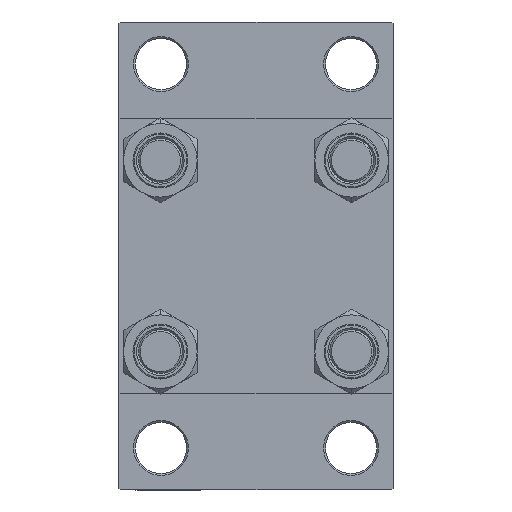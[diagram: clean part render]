
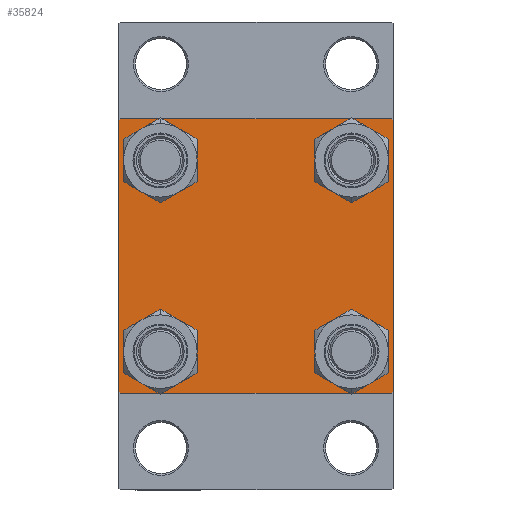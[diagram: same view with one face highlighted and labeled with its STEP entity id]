
A CAD part, left-side view. The second image highlights one B-rep face of the part: STEP entity #35824.
In plain terms, the highlighted planar face has unit normal (-1, 0, 0).
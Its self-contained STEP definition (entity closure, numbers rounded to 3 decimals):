
#125 = FACE_BOUND ( 'NONE', #7717, .T. ) ;
#362 = DIRECTION ( 'NONE',  ( -1., 0., 0. ) ) ;
#595 = CIRCLE ( 'NONE', #1335, 6.5 ) ;
#736 = VERTEX_POINT ( 'NONE', #39793 ) ;
#1137 = ORIENTED_EDGE ( 'NONE', *, *, #30012, .T. ) ;
#1335 = AXIS2_PLACEMENT_3D ( 'NONE', #27484, #17464, #42058 ) ;
#1764 = ORIENTED_EDGE ( 'NONE', *, *, #33062, .T. ) ;
#1800 = CARTESIAN_POINT ( 'NONE',  ( 0., -26.15, 26.15 ) ) ;
#2175 = AXIS2_PLACEMENT_3D ( 'NONE', #41557, #8847, #29639 ) ;
#2876 = DIRECTION ( 'NONE',  ( 0., 0., 1. ) ) ;
#3033 = VERTEX_POINT ( 'NONE', #26890 ) ;
#3051 = CARTESIAN_POINT ( 'NONE',  ( 0., -37.25, 37.25 ) ) ;
#3429 = CARTESIAN_POINT ( 'NONE',  ( 0., 26.15, -32.65 ) ) ;
#3469 = DIRECTION ( 'NONE',  ( 0., 0., 1. ) ) ;
#3689 = DIRECTION ( 'NONE',  ( 0., 0., -1. ) ) ;
#4080 = CARTESIAN_POINT ( 'NONE',  ( 0., 37.5, 37. ) ) ;
#4626 = EDGE_LOOP ( 'NONE', ( #18407, #24376 ) ) ;
#4922 = CARTESIAN_POINT ( 'NONE',  ( 0., 37.5, -37.5 ) ) ;
#5422 = VECTOR ( 'NONE', #17619, 1000. ) ;
#6415 = CARTESIAN_POINT ( 'NONE',  ( 0., 37.25, 37.25 ) ) ;
#6577 = VECTOR ( 'NONE', #45921, 1000. ) ;
#6622 = LINE ( 'NONE', #3051, #5422 ) ;
#7019 = ORIENTED_EDGE ( 'NONE', *, *, #47243, .T. ) ;
#7020 = CARTESIAN_POINT ( 'NONE',  ( 0., -26.15, -32.65 ) ) ;
#7042 = FACE_OUTER_BOUND ( 'NONE', #42463, .T. ) ;
#7717 = EDGE_LOOP ( 'NONE', ( #1137, #13410 ) ) ;
#7755 = FACE_BOUND ( 'NONE', #4626, .T. ) ;
#8062 = EDGE_CURVE ( 'NONE', #10504, #736, #39106, .T. ) ;
#8847 = DIRECTION ( 'NONE',  ( 1., 0., 0. ) ) ;
#8916 = EDGE_CURVE ( 'NONE', #36637, #3033, #39762, .T. ) ;
#8969 = DIRECTION ( 'NONE',  ( 1., 0., 0. ) ) ;
#9297 = ORIENTED_EDGE ( 'NONE', *, *, #8062, .T. ) ;
#9687 = DIRECTION ( 'NONE',  ( 0., 0., 1. ) ) ;
#10504 = VERTEX_POINT ( 'NONE', #12401 ) ;
#10829 = DIRECTION ( 'NONE',  ( 1., 0., 0. ) ) ;
#10841 = CARTESIAN_POINT ( 'NONE',  ( 0., 37.5, 37.5 ) ) ;
#10868 = DIRECTION ( 'NONE',  ( 0., -0.707, -0.707 ) ) ;
#11338 = FACE_BOUND ( 'NONE', #35276, .T. ) ;
#11614 = AXIS2_PLACEMENT_3D ( 'NONE', #24234, #38796, #29478 ) ;
#11746 = EDGE_CURVE ( 'NONE', #13840, #29929, #31347, .T. ) ;
#12401 = CARTESIAN_POINT ( 'NONE',  ( 0., 26.15, 19.65 ) ) ;
#12472 = CARTESIAN_POINT ( 'NONE',  ( 0., -37.25, -37.25 ) ) ;
#13410 = ORIENTED_EDGE ( 'NONE', *, *, #39688, .T. ) ;
#13840 = VERTEX_POINT ( 'NONE', #46933 ) ;
#14188 = AXIS2_PLACEMENT_3D ( 'NONE', #1800, #8969, #38315 ) ;
#14220 = AXIS2_PLACEMENT_3D ( 'NONE', #35567, #20769, #2876 ) ;
#14321 = EDGE_CURVE ( 'NONE', #736, #10504, #19909, .T. ) ;
#15126 = EDGE_CURVE ( 'NONE', #45639, #28192, #29834, .T. ) ;
#15328 = AXIS2_PLACEMENT_3D ( 'NONE', #28974, #10829, #25389 ) ;
#15391 = ORIENTED_EDGE ( 'NONE', *, *, #14321, .T. ) ;
#16797 = CARTESIAN_POINT ( 'NONE',  ( 0., 37.5, 37.5 ) ) ;
#17037 = CARTESIAN_POINT ( 'NONE',  ( 0., -37.5, 37. ) ) ;
#17464 = DIRECTION ( 'NONE',  ( 1., 0., 0. ) ) ;
#17619 = DIRECTION ( 'NONE',  ( 0., 0.707, 0.707 ) ) ;
#18407 = ORIENTED_EDGE ( 'NONE', *, *, #35157, .T. ) ;
#18645 = EDGE_CURVE ( 'NONE', #22568, #29929, #6622, .T. ) ;
#18744 = CARTESIAN_POINT ( 'NONE',  ( 0., 37.25, -37.25 ) ) ;
#19231 = VERTEX_POINT ( 'NONE', #27800 ) ;
#19555 = VERTEX_POINT ( 'NONE', #30043 ) ;
#19909 = CIRCLE ( 'NONE', #15328, 6.5 ) ;
#20235 = CARTESIAN_POINT ( 'NONE',  ( 0., -37., -37.5 ) ) ;
#20769 = DIRECTION ( 'NONE',  ( 1., 0., 0. ) ) ;
#20799 = AXIS2_PLACEMENT_3D ( 'NONE', #31157, #27352, #9687 ) ;
#20966 = EDGE_CURVE ( 'NONE', #25600, #43431, #46672, .T. ) ;
#21072 = VECTOR ( 'NONE', #3689, 1000. ) ;
#21938 = VERTEX_POINT ( 'NONE', #45759 ) ;
#22316 = PLANE ( 'NONE',  #30267 ) ;
#22326 = ORIENTED_EDGE ( 'NONE', *, *, #24878, .F. ) ;
#22568 = VERTEX_POINT ( 'NONE', #17037 ) ;
#22780 = CIRCLE ( 'NONE', #2175, 6.5 ) ;
#22977 = LINE ( 'NONE', #29673, #30036 ) ;
#24234 = CARTESIAN_POINT ( 'NONE',  ( 0., 26.15, -26.15 ) ) ;
#24376 = ORIENTED_EDGE ( 'NONE', *, *, #15126, .T. ) ;
#24878 = EDGE_CURVE ( 'NONE', #22568, #19555, #22977, .T. ) ;
#25389 = DIRECTION ( 'NONE',  ( 0., 0., 1. ) ) ;
#25600 = VERTEX_POINT ( 'NONE', #3429 ) ;
#25902 = CARTESIAN_POINT ( 'NONE',  ( 0., 0., 0. ) ) ;
#26366 = VECTOR ( 'NONE', #42718, 1000. ) ;
#26890 = CARTESIAN_POINT ( 'NONE',  ( 0., 37., -37.5 ) ) ;
#27352 = DIRECTION ( 'NONE',  ( 1., 0., 0. ) ) ;
#27484 = CARTESIAN_POINT ( 'NONE',  ( 0., 26.15, -26.15 ) ) ;
#27740 = DIRECTION ( 'NONE',  ( 0., -0.707, 0.707 ) ) ;
#27800 = CARTESIAN_POINT ( 'NONE',  ( 0., -26.15, 19.65 ) ) ;
#28151 = LINE ( 'NONE', #6415, #26366 ) ;
#28182 = CARTESIAN_POINT ( 'NONE',  ( 0., 26.15, -19.65 ) ) ;
#28192 = VERTEX_POINT ( 'NONE', #43836 ) ;
#28974 = CARTESIAN_POINT ( 'NONE',  ( 0., 26.15, 26.15 ) ) ;
#29478 = DIRECTION ( 'NONE',  ( 0., 0., 1. ) ) ;
#29639 = DIRECTION ( 'NONE',  ( 0., 0., 1. ) ) ;
#29673 = CARTESIAN_POINT ( 'NONE',  ( 0., -37.5, 37.5 ) ) ;
#29834 = CIRCLE ( 'NONE', #38212, 6.5 ) ;
#29929 = VERTEX_POINT ( 'NONE', #30453 ) ;
#29954 = ORIENTED_EDGE ( 'NONE', *, *, #8916, .T. ) ;
#30012 = EDGE_CURVE ( 'NONE', #21938, #19231, #30933, .T. ) ;
#30036 = VECTOR ( 'NONE', #37074, 1000. ) ;
#30043 = CARTESIAN_POINT ( 'NONE',  ( 0., -37.5, -37. ) ) ;
#30158 = DIRECTION ( 'NONE',  ( 1., 0., 0. ) ) ;
#30267 = AXIS2_PLACEMENT_3D ( 'NONE', #25902, #362, #3469 ) ;
#30453 = CARTESIAN_POINT ( 'NONE',  ( 0., -37., 37.5 ) ) ;
#30933 = CIRCLE ( 'NONE', #14188, 6.5 ) ;
#30996 = CIRCLE ( 'NONE', #14220, 6.5 ) ;
#31157 = CARTESIAN_POINT ( 'NONE',  ( 0., 26.15, 26.15 ) ) ;
#31347 = LINE ( 'NONE', #16797, #6577 ) ;
#31499 = VECTOR ( 'NONE', #10868, 1000. ) ;
#31572 = ORIENTED_EDGE ( 'NONE', *, *, #20966, .T. ) ;
#31691 = ORIENTED_EDGE ( 'NONE', *, *, #38012, .T. ) ;
#32065 = VERTEX_POINT ( 'NONE', #4080 ) ;
#32733 = CARTESIAN_POINT ( 'NONE',  ( 0., 37.5, -37. ) ) ;
#32777 = EDGE_LOOP ( 'NONE', ( #7019, #31572 ) ) ;
#33062 = EDGE_CURVE ( 'NONE', #13840, #32065, #28151, .T. ) ;
#33867 = EDGE_CURVE ( 'NONE', #32065, #36637, #43552, .T. ) ;
#34270 = DIRECTION ( 'NONE',  ( 0., -1., 0. ) ) ;
#35157 = EDGE_CURVE ( 'NONE', #28192, #45639, #30996, .T. ) ;
#35276 = EDGE_LOOP ( 'NONE', ( #15391, #9297 ) ) ;
#35567 = CARTESIAN_POINT ( 'NONE',  ( 0., -26.15, -26.15 ) ) ;
#35623 = ORIENTED_EDGE ( 'NONE', *, *, #45024, .T. ) ;
#35824 = ADVANCED_FACE ( 'NONE', ( #125, #7755, #36635, #11338, #7042 ), #22316, .T. ) ;
#36635 = FACE_BOUND ( 'NONE', #32777, .T. ) ;
#36637 = VERTEX_POINT ( 'NONE', #32733 ) ;
#37074 = DIRECTION ( 'NONE',  ( 0., 0., -1. ) ) ;
#37632 = LINE ( 'NONE', #4922, #41055 ) ;
#37820 = VERTEX_POINT ( 'NONE', #20235 ) ;
#38012 = EDGE_CURVE ( 'NONE', #3033, #37820, #37632, .T. ) ;
#38019 = DIRECTION ( 'NONE',  ( 0., 0., 1. ) ) ;
#38212 = AXIS2_PLACEMENT_3D ( 'NONE', #44490, #30158, #38019 ) ;
#38315 = DIRECTION ( 'NONE',  ( 0., 0., 1. ) ) ;
#38633 = VECTOR ( 'NONE', #27740, 1000. ) ;
#38796 = DIRECTION ( 'NONE',  ( 1., 0., 0. ) ) ;
#38930 = ORIENTED_EDGE ( 'NONE', *, *, #33867, .T. ) ;
#39015 = ORIENTED_EDGE ( 'NONE', *, *, #18645, .T. ) ;
#39106 = CIRCLE ( 'NONE', #20799, 6.5 ) ;
#39688 = EDGE_CURVE ( 'NONE', #19231, #21938, #22780, .T. ) ;
#39762 = LINE ( 'NONE', #18744, #31499 ) ;
#39793 = CARTESIAN_POINT ( 'NONE',  ( 0., 26.15, 32.65 ) ) ;
#41055 = VECTOR ( 'NONE', #34270, 1000. ) ;
#41557 = CARTESIAN_POINT ( 'NONE',  ( 0., -26.15, 26.15 ) ) ;
#42058 = DIRECTION ( 'NONE',  ( 0., 0., 1. ) ) ;
#42463 = EDGE_LOOP ( 'NONE', ( #38930, #29954, #31691, #35623, #22326, #39015, #44661, #1764 ) ) ;
#42718 = DIRECTION ( 'NONE',  ( 0., 0.707, -0.707 ) ) ;
#43431 = VERTEX_POINT ( 'NONE', #28182 ) ;
#43552 = LINE ( 'NONE', #10841, #21072 ) ;
#43836 = CARTESIAN_POINT ( 'NONE',  ( 0., -26.15, -19.65 ) ) ;
#44490 = CARTESIAN_POINT ( 'NONE',  ( 0., -26.15, -26.15 ) ) ;
#44661 = ORIENTED_EDGE ( 'NONE', *, *, #11746, .F. ) ;
#45024 = EDGE_CURVE ( 'NONE', #37820, #19555, #45175, .T. ) ;
#45175 = LINE ( 'NONE', #12472, #38633 ) ;
#45639 = VERTEX_POINT ( 'NONE', #7020 ) ;
#45759 = CARTESIAN_POINT ( 'NONE',  ( 0., -26.15, 32.65 ) ) ;
#45921 = DIRECTION ( 'NONE',  ( 0., -1., 0. ) ) ;
#46672 = CIRCLE ( 'NONE', #11614, 6.5 ) ;
#46933 = CARTESIAN_POINT ( 'NONE',  ( 0., 37., 37.5 ) ) ;
#47243 = EDGE_CURVE ( 'NONE', #43431, #25600, #595, .T. ) ;
